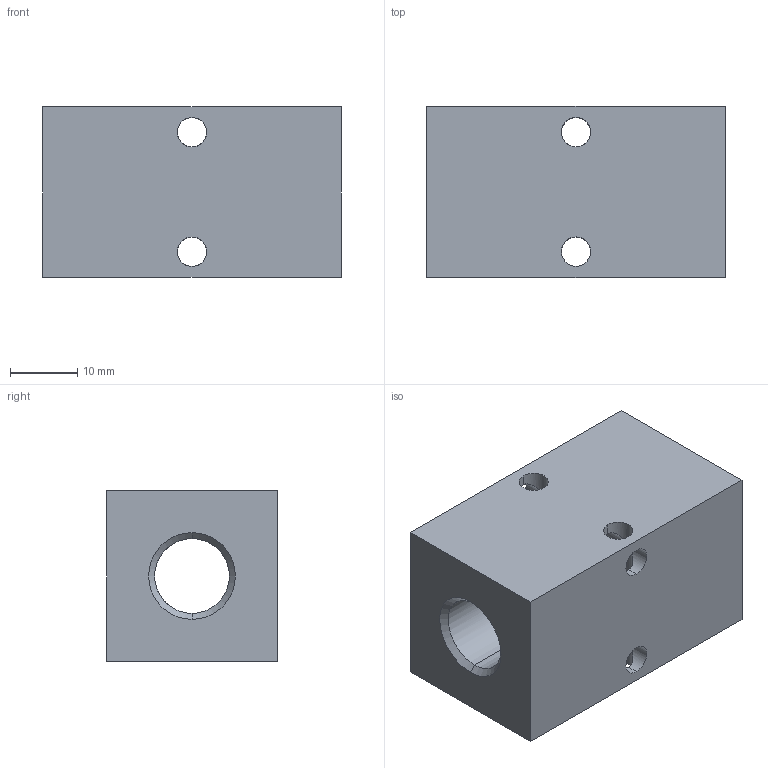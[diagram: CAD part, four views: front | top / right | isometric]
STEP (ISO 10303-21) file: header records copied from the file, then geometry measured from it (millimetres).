
FILE_DESCRIPTION (( 'STEP AP214' ), '1' );
FILE_NAME ('MRN-2CB.step', '2018-10-25T18:28:09', ( '' ), ( '' ), 'SwSTEP 2.0', 'SolidWorks 2018', '' );
FILE_SCHEMA (( 'AUTOMOTIVE_DESIGN' ));
Length unit declared in the file: inch
Products named in the file (1): MRN-2CB
Bounding box: 44.45 x 25.4 x 25.4 mm (x, y, z)
Volume: 22115.3 mm3; surface area: 8265.9 mm2
Topology: 1 solids, 1 shells, 44 faces, 118 edges, 68 vertices
Faces by surface type: cylinder 30, cone 8, plane 6
Entity records: 1566 total; most frequent: CARTESIAN_POINT 479, ORIENTED_EDGE 236, DIRECTION 204, EDGE_CURVE 118, AXIS2_PLACEMENT_3D 77, VERTEX_POINT 68, EDGE_LOOP 58, VECTOR 50
